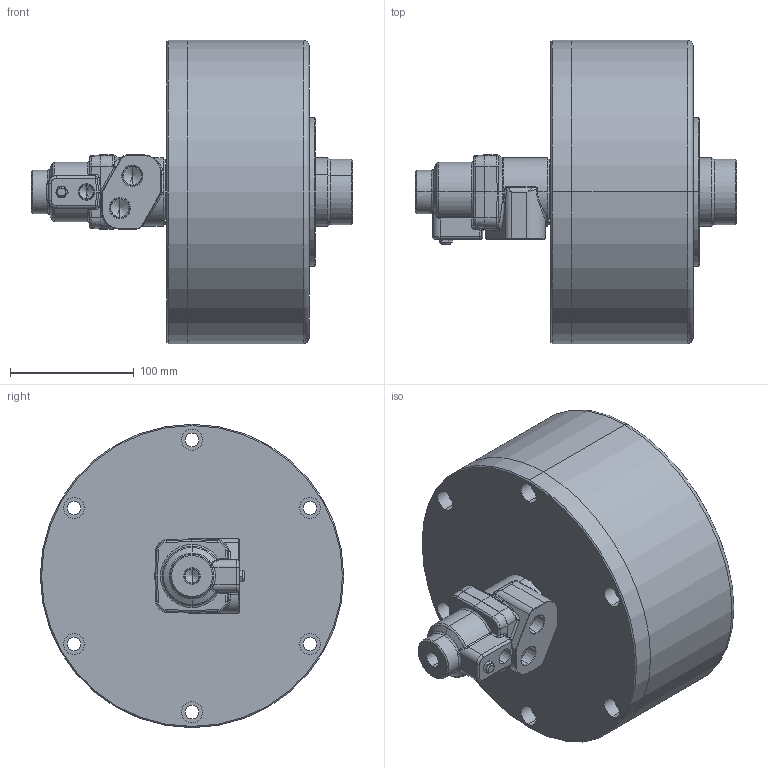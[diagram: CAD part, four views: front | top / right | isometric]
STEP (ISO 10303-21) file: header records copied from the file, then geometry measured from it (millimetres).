
FILE_DESCRIPTION (( 'STEP AP203' ), '1' );
FILE_NAME ('RL-A200N²Õ¦X¥ó.STEP', '2011-03-16T10:00:50', ( 'user' ), ( '' ), 'SwSTEP 2.0', 'SolidWorks 2010', '' );
FILE_SCHEMA (( 'CONFIG_CONTROL_DESIGN' ));
Length unit declared in the file: metre
Products named in the file (7): RL-200活塞; RK-200缸體; RL-100閥體; RL-A100N閥蓋; RL-A100N消音器; RL-A200N組合件; RL-200N閥軸
Assembly tree (6 placements, depth 2):
  RL-A200N組合件
    RL-100閥體
    RL-A100N閥蓋
    RK-200缸體
    RL-A100N消音器
    RL-200N閥軸
    RL-200活塞
Bounding box: 259.5 x 245 x 245 mm (x, y, z)
Volume: 4563711.1 mm3; surface area: 509124.6 mm2
Topology: 6 solids, 6 shells, 458 faces, 1053 edges, 618 vertices
Faces by surface type: cylinder 178, plane 97, cone 83, bspline 71, torus 27, sphere 2
Entity records: 24067 total; most frequent: CARTESIAN_POINT 13385, DIRECTION 2089, ORIENTED_EDGE 2022, EDGE_CURVE 1011, AXIS2_PLACEMENT_3D 861, VERTEX_POINT 618, EDGE_LOOP 539, CIRCLE 465
